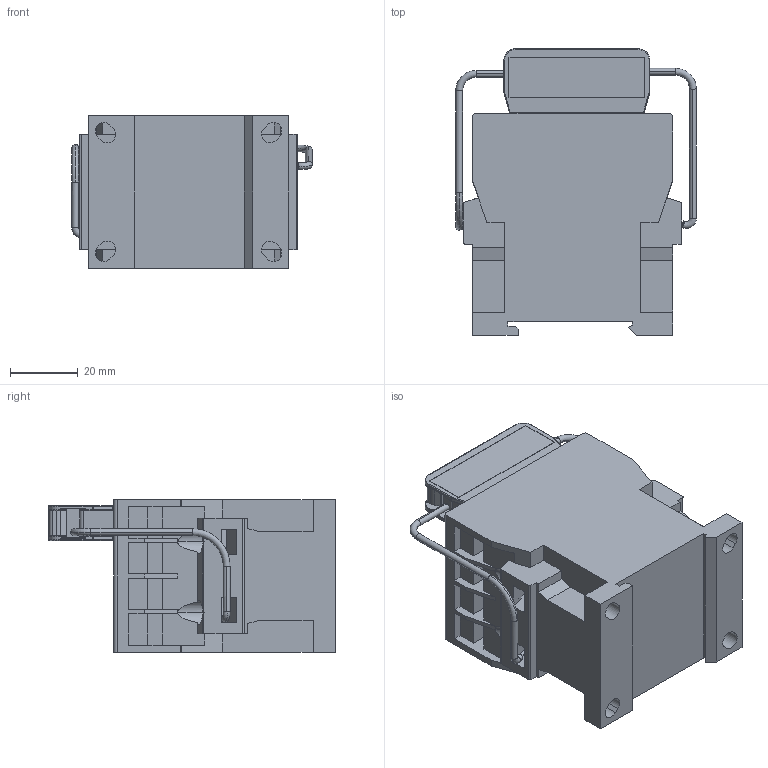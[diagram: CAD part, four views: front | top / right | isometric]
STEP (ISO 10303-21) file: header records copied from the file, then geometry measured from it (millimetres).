
FILE_DESCRIPTION (( 'STEP AP203' ), '1' );
FILE_NAME ('K3-07_10_14_18_22N=.STEP', '2014-04-29T09:37:54', ( '' ), ( '' ), 'SwSTEP 2.0', 'SolidWorks 2014', '' );
FILE_SCHEMA (( 'CONFIG_CONTROL_DESIGN' ));
Length unit declared in the file: millimetre
Products named in the file (5): K3-07_10_14_18_22N=; Hilfskontaktblock; K3-07_10_14_18_22N; Verbinder 2 =_links; Verbinder 1 =_rechts
Assembly tree (4 placements, depth 2):
  K3-07_10_14_18_22N=
    K3-07_10_14_18_22N
    Hilfskontaktblock
    Verbinder 2 =_links
    Verbinder 1 =_rechts
Bounding box: 70.9 x 84.4 x 45 mm (x, y, z)
Volume: 154460.5 mm3; surface area: 31200.6 mm2
Topology: 4 solids, 4 shells, 536 faces, 1403 edges, 904 vertices
Faces by surface type: plane 321, cylinder 164, torus 44, bspline 7
Entity records: 17185 total; most frequent: CARTESIAN_POINT 3436, ORIENTED_EDGE 2802, DIRECTION 2723, EDGE_CURVE 1401, LINE 965, VECTOR 965, VERTEX_POINT 904, AXIS2_PLACEMENT_3D 879
